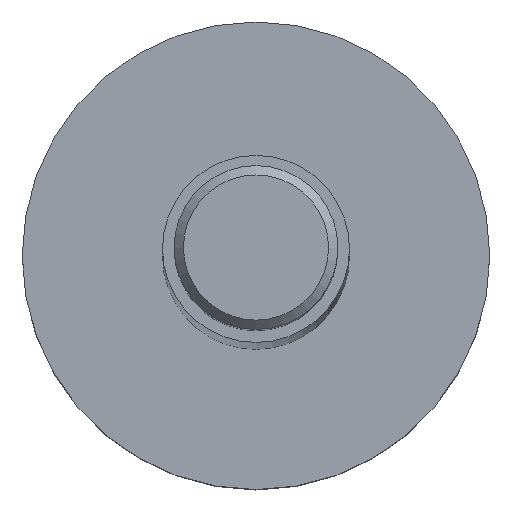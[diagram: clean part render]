
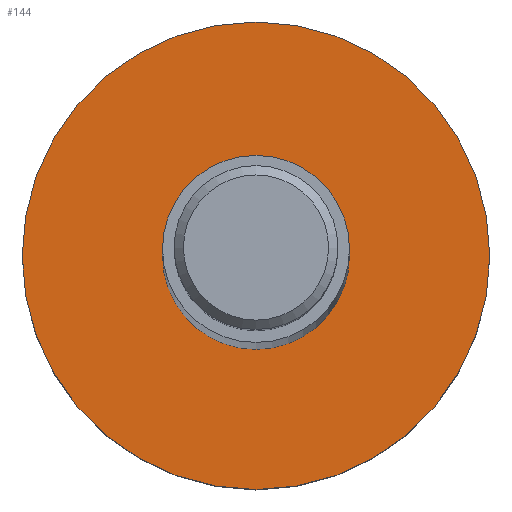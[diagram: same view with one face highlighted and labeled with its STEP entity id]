
A CAD part, top view. The second image highlights one B-rep face of the part: STEP entity #144.
In plain terms, the highlighted planar face has unit normal (0, 0, 1).
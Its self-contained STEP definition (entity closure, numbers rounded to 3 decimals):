
#19=FACE_BOUND('',#49,.T.);
#22=PLANE('',#180);
#37=FACE_OUTER_BOUND('',#48,.T.);
#48=EDGE_LOOP('',(#128));
#49=EDGE_LOOP('',(#129));
#74=CIRCLE('',#175,2.);
#77=CIRCLE('',#179,5.);
#84=VERTEX_POINT('',#263);
#87=VERTEX_POINT('',#271);
#98=EDGE_CURVE('',#84,#84,#74,.T.);
#103=EDGE_CURVE('',#87,#87,#77,.T.);
#128=ORIENTED_EDGE('',*,*,#103,.T.);
#129=ORIENTED_EDGE('',*,*,#98,.F.);
#144=ADVANCED_FACE('',(#37,#19),#22,.T.);
#175=AXIS2_PLACEMENT_3D('',#264,#216,#217);
#179=AXIS2_PLACEMENT_3D('',#273,#226,#227);
#180=AXIS2_PLACEMENT_3D('',#274,#228,#229);
#216=DIRECTION('center_axis',(0.,0.,1.));
#217=DIRECTION('ref_axis',(1.,0.,0.));
#226=DIRECTION('center_axis',(0.,0.,1.));
#227=DIRECTION('ref_axis',(1.,0.,0.));
#228=DIRECTION('center_axis',(0.,0.,1.));
#229=DIRECTION('ref_axis',(1.,0.,0.));
#263=CARTESIAN_POINT('',(2.,0.,2.5));
#264=CARTESIAN_POINT('Origin',(0.,0.,2.5));
#271=CARTESIAN_POINT('',(5.,0.,2.5));
#273=CARTESIAN_POINT('Origin',(0.,0.,2.5));
#274=CARTESIAN_POINT('Origin',(0.,0.,2.5));
